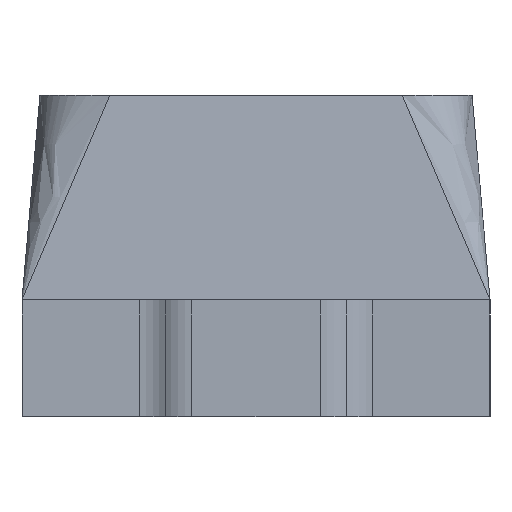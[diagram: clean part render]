
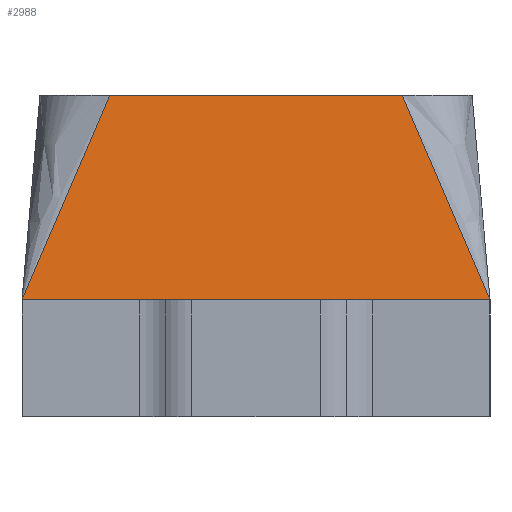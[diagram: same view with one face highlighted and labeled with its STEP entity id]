
A CAD part, left-side view. The second image highlights one B-rep face of the part: STEP entity #2988.
In plain terms, the highlighted planar face has unit normal (-0.996, 0, 0.087).
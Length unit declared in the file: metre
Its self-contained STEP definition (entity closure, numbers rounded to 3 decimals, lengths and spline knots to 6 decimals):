
#28=(
BOUNDED_CURVE()
B_SPLINE_CURVE(3,(#4567,#4568,#4569,#4570,#4571,#4572,#4573),
 .UNSPECIFIED.,.F.,.F.)
B_SPLINE_CURVE_WITH_KNOTS((4,3,4),(-0.001025,-0.000298,
0.000065),.PIECEWISE_BEZIER_KNOTS.)
CURVE()
GEOMETRIC_REPRESENTATION_ITEM()
RATIONAL_B_SPLINE_CURVE((1.,1.,1.,1.,1.,1.,1.))
REPRESENTATION_ITEM('')
);
#29=(
BOUNDED_CURVE()
B_SPLINE_CURVE(3,(#4574,#4575,#4576,#4577,#4578,#4579,#4580),
 .UNSPECIFIED.,.F.,.F.)
B_SPLINE_CURVE_WITH_KNOTS((4,3,4),(-0.001054,-0.000328,
0.000035),.PIECEWISE_BEZIER_KNOTS.)
CURVE()
GEOMETRIC_REPRESENTATION_ITEM()
RATIONAL_B_SPLINE_CURVE((1.,1.,1.,1.,1.,1.,1.))
REPRESENTATION_ITEM('')
);
#581=ORIENTED_EDGE('',*,*,#1072,.T.);
#582=ORIENTED_EDGE('',*,*,#1107,.T.);
#583=ORIENTED_EDGE('',*,*,#1095,.F.);
#584=ORIENTED_EDGE('',*,*,#1108,.T.);
#1072=EDGE_CURVE('',#1372,#1374,#1646,.F.);
#1095=EDGE_CURVE('',#1397,#1398,#1667,.F.);
#1107=EDGE_CURVE('',#1374,#1398,#28,.F.);
#1108=EDGE_CURVE('',#1397,#1372,#29,.T.);
#1372=VERTEX_POINT('',#4449);
#1374=VERTEX_POINT('',#4453);
#1397=VERTEX_POINT('',#4506);
#1398=VERTEX_POINT('',#4508);
#1646=LINE('',#4454,#1947);
#1667=LINE('',#4507,#1968);
#1947=VECTOR('',#3655,1.);
#1968=VECTOR('',#3678,1.);
#2182=EDGE_LOOP('',(#581,#582,#583,#584));
#2340=FACE_BOUND('',#2182,.T.);
#2466=PLANE('',#3189);
#2988=ADVANCED_FACE('',(#2340),#2466,.T.);
#3189=AXIS2_PLACEMENT_3D('',#4566,#3689,#3690);
#3655=DIRECTION('',(0.,1.,0.));
#3678=DIRECTION('',(0.,1.,0.));
#3689=DIRECTION('',(-0.996,0.,0.087));
#3690=DIRECTION('',(0.087,0.,0.996));
#4449=CARTESIAN_POINT('',(-0.000744,0.0004,0.0002));
#4453=CARTESIAN_POINT('',(-0.000744,-0.0004,0.0002));
#4454=CARTESIAN_POINT('',(-0.000744,0.,0.0002));
#4506=CARTESIAN_POINT('',(-0.000714,0.00025,0.00055));
#4507=CARTESIAN_POINT('',(-0.000714,0.,0.00055));
#4508=CARTESIAN_POINT('',(-0.000714,-0.00025,0.00055));
#4566=CARTESIAN_POINT('',(-0.000744,0.,0.0002));
#4567=CARTESIAN_POINT('',(-0.000652,0.00005,0.00125));
#4568=CARTESIAN_POINT('',(-0.000673,-0.00005,0.001017));
#4569=CARTESIAN_POINT('',(-0.000693,-0.00015,0.000783));
#4570=CARTESIAN_POINT('',(-0.000714,-0.00025,0.00055));
#4571=CARTESIAN_POINT('',(-0.000724,-0.0003,0.000433));
#4572=CARTESIAN_POINT('',(-0.000734,-0.00035,0.000317));
#4573=CARTESIAN_POINT('',(-0.000744,-0.0004,0.0002));
#4574=CARTESIAN_POINT('',(-0.000652,-0.00005,0.00125));
#4575=CARTESIAN_POINT('',(-0.000673,0.00005,0.001017));
#4576=CARTESIAN_POINT('',(-0.000693,0.00015,0.000783));
#4577=CARTESIAN_POINT('',(-0.000714,0.00025,0.00055));
#4578=CARTESIAN_POINT('',(-0.000724,0.0003,0.000433));
#4579=CARTESIAN_POINT('',(-0.000734,0.00035,0.000317));
#4580=CARTESIAN_POINT('',(-0.000744,0.0004,0.0002));
